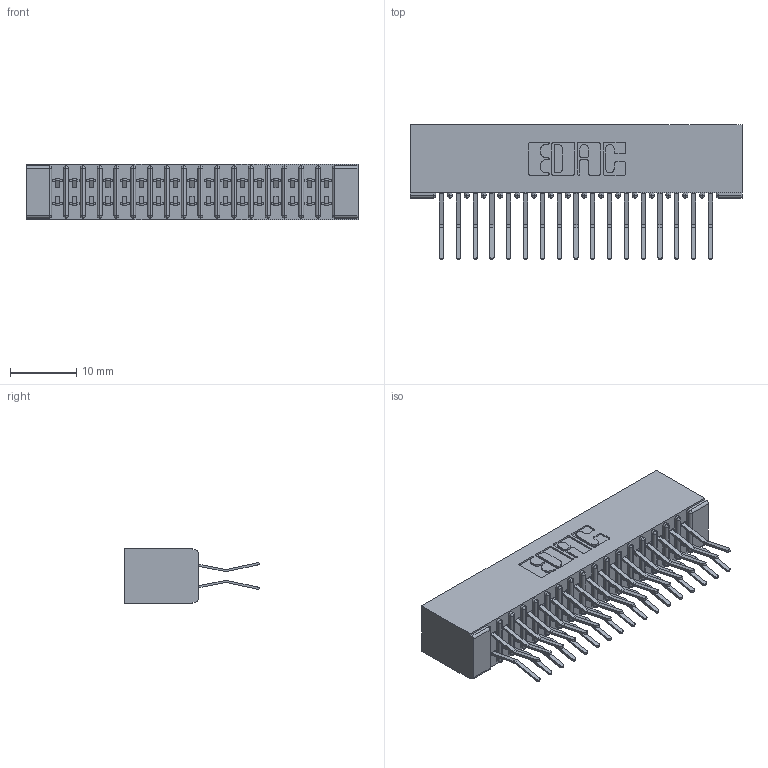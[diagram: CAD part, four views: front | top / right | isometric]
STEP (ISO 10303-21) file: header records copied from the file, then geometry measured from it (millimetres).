
FILE_DESCRIPTION (( 'STEP AP203' ), '1' );
FILE_NAME ('341-034-560-201.STEP', '2018-08-06T21:58:33', ( '' ), ( '' ), 'SwSTEP 2.0', 'SolidWorks 2016', '' );
FILE_SCHEMA (( 'CONFIG_CONTROL_DESIGN' ));
Length unit declared in the file: inch
Products named in the file (3): 341 Part_No Mounting Lugs; 341-292-001_341-292-160; 341-034-560-201
Assembly tree (35 placements, depth 2):
  341-034-560-201
    341 Part_No Mounting Lugs
    341-292-001_341-292-160  x34
Bounding box: 50.16 x 20.37 x 8.38 mm (x, y, z)
Volume: 3032.2 mm3; surface area: 6924.9 mm2
Topology: 35 solids, 35 shells, 2488 faces, 7211 edges, 4678 vertices
Faces by surface type: plane 1424, cylinder 996, sphere 36, torus 32
Entity records: 23766 total; most frequent: CARTESIAN_POINT 3951, ORIENTED_EDGE 3922, DIRECTION 3855, EDGE_CURVE 1961, LINE 1555, VECTOR 1555, VERTEX_POINT 1246, AXIS2_PLACEMENT_3D 1150
